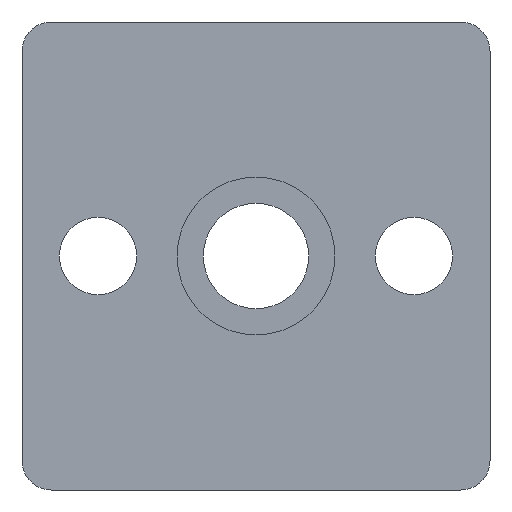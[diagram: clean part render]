
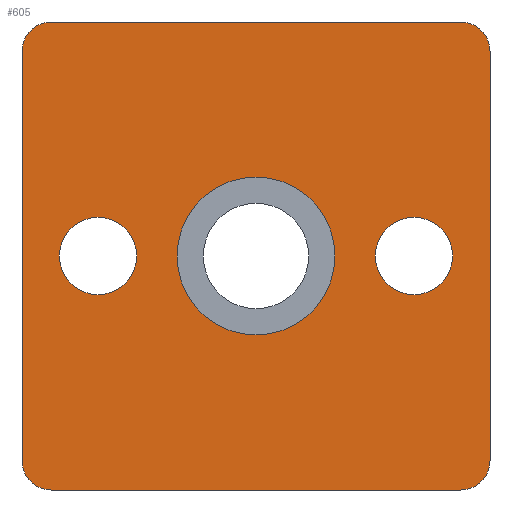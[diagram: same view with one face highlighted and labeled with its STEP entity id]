
A CAD part, front view. The second image highlights one B-rep face of the part: STEP entity #605.
In plain terms, the highlighted planar face has unit normal (0, -1, 0).
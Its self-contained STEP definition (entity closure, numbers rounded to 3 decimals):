
#7 = EDGE_CURVE ( 'NONE', #798, #796, #236, .T. ) ;
#35 = EDGE_CURVE ( 'NONE', #800, #787, #257, .T. ) ;
#53 = EDGE_CURVE ( 'NONE', #831, #829, #167, .T. ) ;
#54 = EDGE_CURVE ( 'NONE', #787, #800, #176, .T. ) ;
#55 = EDGE_CURVE ( 'NONE', #623, #627, #174, .T. ) ;
#56 = EDGE_CURVE ( 'NONE', #623, #796, #682, .T. ) ;
#57 = EDGE_CURVE ( 'NONE', #625, #627, #681, .T. ) ;
#58 = EDGE_CURVE ( 'NONE', #625, #619, #180, .T. ) ;
#59 = EDGE_CURVE ( 'NONE', #626, #619, #680, .T. ) ;
#60 = EDGE_CURVE ( 'NONE', #626, #773, #178, .T. ) ;
#62 = EDGE_CURVE ( 'NONE', #798, #773, #678, .T. ) ;
#63 = EDGE_CURVE ( 'NONE', #834, #830, #170, .T. ) ;
#67 = EDGE_LOOP ( 'NONE', ( #110, #106 ) ) ;
#82 = EDGE_LOOP ( 'NONE', ( #97, #95 ) ) ;
#83 = EDGE_LOOP ( 'NONE', ( #108, #104, #105, #103, #102, #101, #100, #99 ) ) ;
#84 = EDGE_LOOP ( 'NONE', ( #112, #107 ) ) ;
#95 = ORIENTED_EDGE ( 'NONE', *, *, #596, .T. ) ;
#97 = ORIENTED_EDGE ( 'NONE', *, *, #63, .T. ) ;
#99 = ORIENTED_EDGE ( 'NONE', *, *, #7, .T. ) ;
#100 = ORIENTED_EDGE ( 'NONE', *, *, #62, .F. ) ;
#101 = ORIENTED_EDGE ( 'NONE', *, *, #60, .T. ) ;
#102 = ORIENTED_EDGE ( 'NONE', *, *, #59, .F. ) ;
#103 = ORIENTED_EDGE ( 'NONE', *, *, #58, .T. ) ;
#104 = ORIENTED_EDGE ( 'NONE', *, *, #55, .T. ) ;
#105 = ORIENTED_EDGE ( 'NONE', *, *, #57, .F. ) ;
#106 = ORIENTED_EDGE ( 'NONE', *, *, #35, .T. ) ;
#107 = ORIENTED_EDGE ( 'NONE', *, *, #597, .F. ) ;
#108 = ORIENTED_EDGE ( 'NONE', *, *, #56, .F. ) ;
#110 = ORIENTED_EDGE ( 'NONE', *, *, #54, .T. ) ;
#112 = ORIENTED_EDGE ( 'NONE', *, *, #53, .F. ) ;
#167 = CIRCLE ( 'NONE', #175, 6.75 ) ;
#170 = CIRCLE ( 'NONE', #191, 3.3 ) ;
#174 = CIRCLE ( 'NONE', #179, 2.5 ) ;
#175 = AXIS2_PLACEMENT_3D ( 'NONE', #334, #335, #336 ) ;
#176 = CIRCLE ( 'NONE', #177, 3.3 ) ;
#177 = AXIS2_PLACEMENT_3D ( 'NONE', #337, #338, #339 ) ;
#178 = CIRCLE ( 'NONE', #187, 2.5 ) ;
#179 = AXIS2_PLACEMENT_3D ( 'NONE', #340, #341, #342 ) ;
#180 = CIRCLE ( 'NONE', #183, 2.5 ) ;
#181 = VECTOR ( 'NONE', #344, 1000. ) ;
#182 = VECTOR ( 'NONE', #346, 1000. ) ;
#183 = AXIS2_PLACEMENT_3D ( 'NONE', #347, #348, #349 ) ;
#186 = VECTOR ( 'NONE', #351, 1000. ) ;
#187 = AXIS2_PLACEMENT_3D ( 'NONE', #352, #353, #354 ) ;
#190 = VECTOR ( 'NONE', #358, 1000. ) ;
#191 = AXIS2_PLACEMENT_3D ( 'NONE', #359, #360, #361 ) ;
#192 = CIRCLE ( 'NONE', #209, 6.75 ) ;
#195 = CIRCLE ( 'NONE', #207, 3.3 ) ;
#207 = AXIS2_PLACEMENT_3D ( 'NONE', #387, #388, #389 ) ;
#209 = AXIS2_PLACEMENT_3D ( 'NONE', #390, #391, #392 ) ;
#218 = AXIS2_PLACEMENT_3D ( 'NONE', #416, #417, #418 ) ;
#236 = CIRCLE ( 'NONE', #272, 2.5 ) ;
#257 = CIRCLE ( 'NONE', #262, 3.3 ) ;
#262 = AXIS2_PLACEMENT_3D ( 'NONE', #287, #288, #289 ) ;
#272 = AXIS2_PLACEMENT_3D ( 'NONE', #561, #546, #574 ) ;
#287 = CARTESIAN_POINT ( 'NONE',  ( 13.5, 0., 0. ) ) ;
#288 = DIRECTION ( 'NONE',  ( 0., 1., 0. ) ) ;
#289 = DIRECTION ( 'NONE',  ( 0., 0., 1. ) ) ;
#334 = CARTESIAN_POINT ( 'NONE',  ( 0., 0., 0. ) ) ;
#335 = DIRECTION ( 'NONE',  ( 0., -1., 0. ) ) ;
#336 = DIRECTION ( 'NONE',  ( 0., 0., -1. ) ) ;
#337 = CARTESIAN_POINT ( 'NONE',  ( 13.5, 0., 0. ) ) ;
#338 = DIRECTION ( 'NONE',  ( 0., 1., 0. ) ) ;
#339 = DIRECTION ( 'NONE',  ( 0., 0., 1. ) ) ;
#340 = CARTESIAN_POINT ( 'NONE',  ( -17.5, 0., -17.5 ) ) ;
#341 = DIRECTION ( 'NONE',  ( 0., -1., 0. ) ) ;
#342 = DIRECTION ( 'NONE',  ( 0., 0., -1. ) ) ;
#343 = CARTESIAN_POINT ( 'NONE',  ( -20., 0., 20. ) ) ;
#344 = DIRECTION ( 'NONE',  ( 0., 0., 1. ) ) ;
#345 = CARTESIAN_POINT ( 'NONE',  ( -20., 0., -20. ) ) ;
#346 = DIRECTION ( 'NONE',  ( -1., 0., 0. ) ) ;
#347 = CARTESIAN_POINT ( 'NONE',  ( 17.5, 0., -17.5 ) ) ;
#348 = DIRECTION ( 'NONE',  ( 0., -1., 0. ) ) ;
#349 = DIRECTION ( 'NONE',  ( 0., 0., -1. ) ) ;
#350 = CARTESIAN_POINT ( 'NONE',  ( 20., 0., 20. ) ) ;
#351 = DIRECTION ( 'NONE',  ( 0., 0., -1. ) ) ;
#352 = CARTESIAN_POINT ( 'NONE',  ( 17.5, 0., 17.5 ) ) ;
#353 = DIRECTION ( 'NONE',  ( 0., -1., 0. ) ) ;
#354 = DIRECTION ( 'NONE',  ( 0., 0., -1. ) ) ;
#357 = CARTESIAN_POINT ( 'NONE',  ( -20., 0., 20. ) ) ;
#358 = DIRECTION ( 'NONE',  ( 1., 0., 0. ) ) ;
#359 = CARTESIAN_POINT ( 'NONE',  ( -13.5, 0., 0. ) ) ;
#360 = DIRECTION ( 'NONE',  ( 0., 1., 0. ) ) ;
#361 = DIRECTION ( 'NONE',  ( 0., 0., 1. ) ) ;
#387 = CARTESIAN_POINT ( 'NONE',  ( -13.5, 0., 0. ) ) ;
#388 = DIRECTION ( 'NONE',  ( 0., 1., 0. ) ) ;
#389 = DIRECTION ( 'NONE',  ( 0., 0., 1. ) ) ;
#390 = CARTESIAN_POINT ( 'NONE',  ( 0., 0., 0. ) ) ;
#391 = DIRECTION ( 'NONE',  ( 0., -1., 0. ) ) ;
#392 = DIRECTION ( 'NONE',  ( 0., 0., -1. ) ) ;
#415 = PLANE ( 'NONE',  #218 ) ;
#416 = CARTESIAN_POINT ( 'NONE',  ( -20., 0., -20. ) ) ;
#417 = DIRECTION ( 'NONE',  ( 0., -1., 0. ) ) ;
#418 = DIRECTION ( 'NONE',  ( 0., 0., -1. ) ) ;
#459 = CARTESIAN_POINT ( 'NONE',  ( 20., 0., -17.5 ) ) ;
#460 = CARTESIAN_POINT ( 'NONE',  ( -20., 0., -17.5 ) ) ;
#462 = CARTESIAN_POINT ( 'NONE',  ( 17.5, 0., -20. ) ) ;
#463 = CARTESIAN_POINT ( 'NONE',  ( 20., 0., 17.5 ) ) ;
#464 = CARTESIAN_POINT ( 'NONE',  ( -17.5, 0., -20. ) ) ;
#466 = CARTESIAN_POINT ( 'NONE',  ( 17.5, 0., 20. ) ) ;
#479 = CARTESIAN_POINT ( 'NONE',  ( 13.5, 0., 3.3 ) ) ;
#486 = CARTESIAN_POINT ( 'NONE',  ( -20., 0., 17.5 ) ) ;
#488 = CARTESIAN_POINT ( 'NONE',  ( -17.5, 0., 20. ) ) ;
#490 = CARTESIAN_POINT ( 'NONE',  ( 13.5, 0., -3.3 ) ) ;
#495 = CARTESIAN_POINT ( 'NONE',  ( 0., 0., 6.75 ) ) ;
#496 = CARTESIAN_POINT ( 'NONE',  ( -13.5, 0., -3.3 ) ) ;
#497 = CARTESIAN_POINT ( 'NONE',  ( 0., 0., -6.75 ) ) ;
#498 = CARTESIAN_POINT ( 'NONE',  ( -13.5, 0., 3.3 ) ) ;
#546 = DIRECTION ( 'NONE',  ( 0., -1., 0. ) ) ;
#561 = CARTESIAN_POINT ( 'NONE',  ( -17.5, 0., 17.5 ) ) ;
#574 = DIRECTION ( 'NONE',  ( 0., 0., -1. ) ) ;
#596 = EDGE_CURVE ( 'NONE', #830, #834, #195, .T. ) ;
#597 = EDGE_CURVE ( 'NONE', #829, #831, #192, .T. ) ;
#605 = ADVANCED_FACE ( 'NONE', ( #657, #656, #655, #654 ), #415, .T. ) ;
#619 = VERTEX_POINT ( 'NONE', #459 ) ;
#623 = VERTEX_POINT ( 'NONE', #460 ) ;
#625 = VERTEX_POINT ( 'NONE', #462 ) ;
#626 = VERTEX_POINT ( 'NONE', #463 ) ;
#627 = VERTEX_POINT ( 'NONE', #464 ) ;
#654 = FACE_BOUND ( 'NONE', #82, .T. ) ;
#655 = FACE_OUTER_BOUND ( 'NONE', #83, .T. ) ;
#656 = FACE_BOUND ( 'NONE', #67, .T. ) ;
#657 = FACE_BOUND ( 'NONE', #84, .T. ) ;
#678 = LINE ( 'NONE', #357, #190 ) ;
#680 = LINE ( 'NONE', #350, #186 ) ;
#681 = LINE ( 'NONE', #345, #182 ) ;
#682 = LINE ( 'NONE', #343, #181 ) ;
#773 = VERTEX_POINT ( 'NONE', #466 ) ;
#787 = VERTEX_POINT ( 'NONE', #479 ) ;
#796 = VERTEX_POINT ( 'NONE', #486 ) ;
#798 = VERTEX_POINT ( 'NONE', #488 ) ;
#800 = VERTEX_POINT ( 'NONE', #490 ) ;
#829 = VERTEX_POINT ( 'NONE', #495 ) ;
#830 = VERTEX_POINT ( 'NONE', #496 ) ;
#831 = VERTEX_POINT ( 'NONE', #497 ) ;
#834 = VERTEX_POINT ( 'NONE', #498 ) ;
